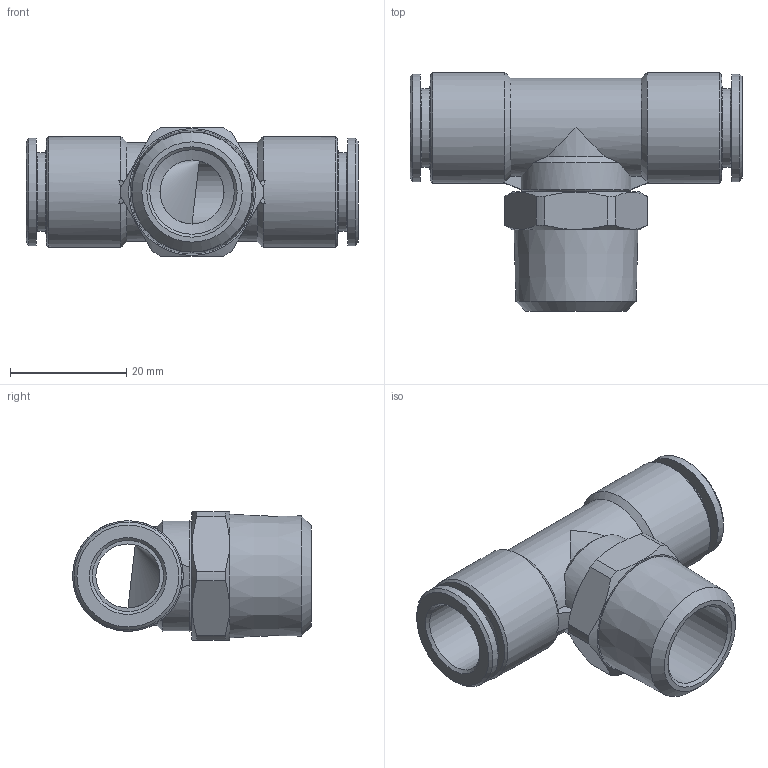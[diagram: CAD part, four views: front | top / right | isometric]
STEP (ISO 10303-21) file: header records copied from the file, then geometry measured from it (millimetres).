
FILE_DESCRIPTION(( 'RT.21.12.12.stp' ), '1');
FILE_NAME( 'RT.21.12.12.stp', '2021-02-22T12:24:54',( 'Sopra'),('sopra-pneumatic.com'), 'SwSTEP 2.0','SolidWorks 2009','' );
FILE_SCHEMA( ( 'CONFIG_CONTROL_DESIGN' ) );
Length unit declared in the file: millimetre
Products named in the file (1): NONE
Bounding box: 57 x 41 x 22 mm (x, y, z)
Volume: 12586.6 mm3; surface area: 9088 mm2
Topology: 1 solids, 5 shells, 94 faces, 221 edges, 144 vertices
Faces by surface type: plane 39, cylinder 32, cone 23
Full cylindrical faces by diameter (mm): 11 x2, 12.2 x2, 13.5 x2, 14.5 x1, 18.5 x2, 19 x2
Entity records: 2732 total; most frequent: CARTESIAN_POINT 745, DIRECTION 394, ORIENTED_EDGE 368, EDGE_CURVE 184, AXIS2_PLACEMENT_3D 167, VERTEX_POINT 136, EDGE_LOOP 134, FACE_OUTER_BOUND 105
